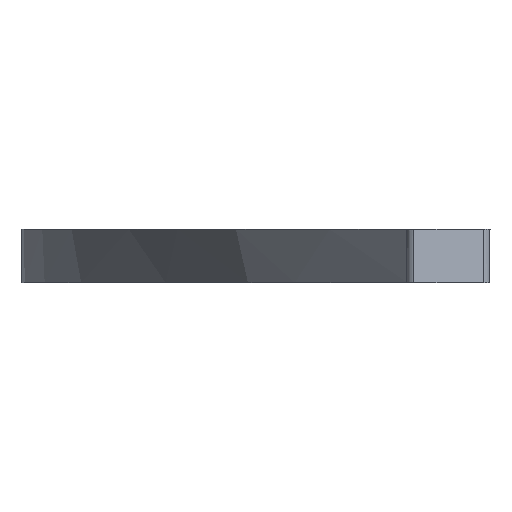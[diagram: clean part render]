
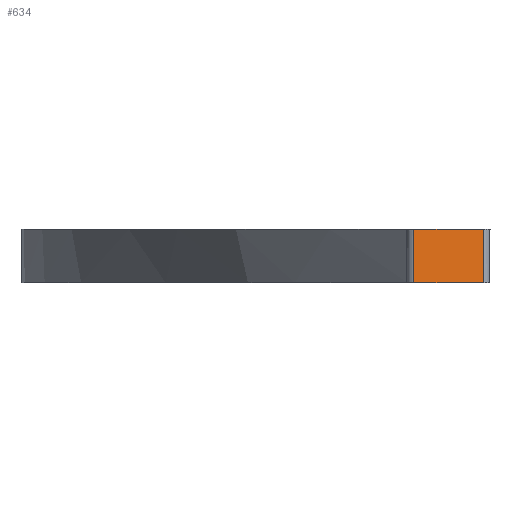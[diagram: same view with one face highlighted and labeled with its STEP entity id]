
A CAD part, front view. The second image highlights one B-rep face of the part: STEP entity #634.
In plain terms, the highlighted planar face has unit normal (0.624, -0.781, 0).
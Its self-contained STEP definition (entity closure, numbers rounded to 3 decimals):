
#37=PLANE('',#669);
#65=FACE_OUTER_BOUND('',#97,.T.);
#97=EDGE_LOOP('',(#502,#503,#504,#505));
#187=LINE('',#4618,#245);
#188=LINE('',#4621,#246);
#189=LINE('',#4623,#247);
#190=LINE('',#4624,#248);
#245=VECTOR('',#737,10.);
#246=VECTOR('',#740,10.);
#247=VECTOR('',#741,10.);
#248=VECTOR('',#742,10.);
#310=VERTEX_POINT('',#4406);
#311=VERTEX_POINT('',#4512);
#312=VERTEX_POINT('',#4620);
#313=VERTEX_POINT('',#4622);
#391=EDGE_CURVE('',#310,#311,#187,.T.);
#392=EDGE_CURVE('',#310,#312,#188,.T.);
#393=EDGE_CURVE('',#313,#311,#189,.T.);
#394=EDGE_CURVE('',#312,#313,#190,.T.);
#502=ORIENTED_EDGE('',*,*,#392,.F.);
#503=ORIENTED_EDGE('',*,*,#391,.T.);
#504=ORIENTED_EDGE('',*,*,#393,.F.);
#505=ORIENTED_EDGE('',*,*,#394,.F.);
#634=ADVANCED_FACE('',(#65),#37,.T.);
#669=AXIS2_PLACEMENT_3D('',#4619,#738,#739);
#737=DIRECTION('',(0.,0.,1.));
#738=DIRECTION('center_axis',(0.624,-0.781,0.));
#739=DIRECTION('ref_axis',(0.781,0.624,0.));
#740=DIRECTION('',(-0.781,-0.624,0.));
#741=DIRECTION('',(0.781,0.624,0.));
#742=DIRECTION('',(0.,0.,1.));
#4406=CARTESIAN_POINT('',(40.126,-68.534,0.));
#4512=CARTESIAN_POINT('',(40.126,-68.534,5.));
#4618=CARTESIAN_POINT('',(40.126,-68.534,0.));
#4619=CARTESIAN_POINT('Origin',(33.604,-73.747,0.));
#4620=CARTESIAN_POINT('',(33.604,-73.747,0.));
#4621=CARTESIAN_POINT('',(40.126,-68.534,0.));
#4622=CARTESIAN_POINT('',(33.604,-73.747,5.));
#4623=CARTESIAN_POINT('',(40.126,-68.534,5.));
#4624=CARTESIAN_POINT('',(33.604,-73.747,0.));
